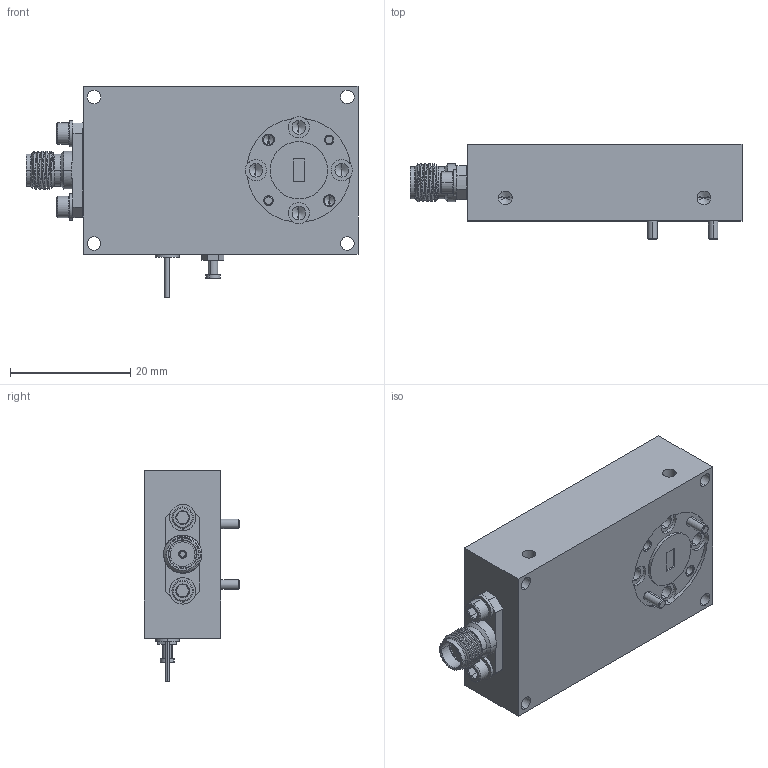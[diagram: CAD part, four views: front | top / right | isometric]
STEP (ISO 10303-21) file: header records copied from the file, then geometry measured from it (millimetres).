
FILE_DESCRIPTION (( 'STEP AP214' ), '1' );
FILE_NAME ('FA-SV-A-1.8, DF.STEP', '2025-09-19T16:28:31', ( '' ), ( '' ), 'SwSTEP 2.0', 'SolidWorks 2021', '' );
FILE_SCHEMA (( 'AUTOMOTIVE_DESIGN' ));
Length unit declared in the file: inch
Products named in the file (1): FA-SV-A-1.8, DF
Bounding box: 55.24 x 15.81 x 35.18 mm (x, y, z)
Volume: 16078.3 mm3; surface area: 8321.2 mm2
Topology: 2 solids, 3 shells, 467 faces, 1187 edges, 750 vertices
Faces by surface type: plane 217, cylinder 146, cone 86, bspline 18
Entity records: 21948 total; most frequent: CARTESIAN_POINT 4919, ORIENTED_EDGE 2334, DIRECTION 2273, EDGE_CURVE 1167, AXIS2_PLACEMENT_3D 831, VERTEX_POINT 750, LINE 611, VECTOR 611
